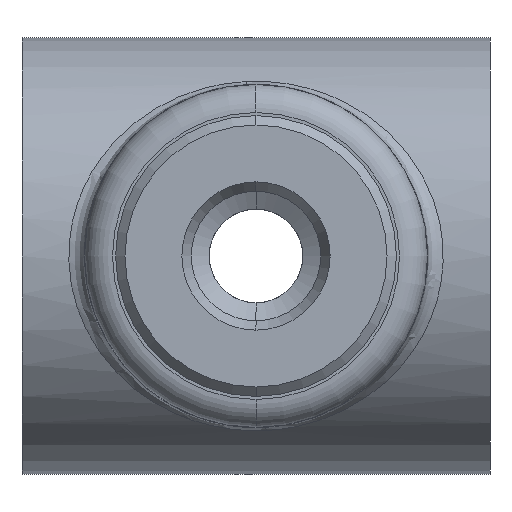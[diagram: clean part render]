
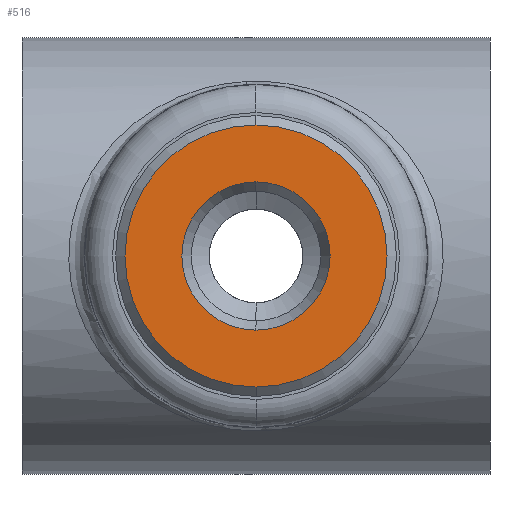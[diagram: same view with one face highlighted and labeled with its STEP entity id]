
A CAD part, left-side view. The second image highlights one B-rep face of the part: STEP entity #516.
In plain terms, the highlighted planar face has unit normal (-1, 0, 0).
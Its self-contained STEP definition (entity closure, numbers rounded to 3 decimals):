
#2 = EDGE_CURVE ( 'NONE', #3, #25, #667, .T. ) ;
#3 = VERTEX_POINT ( 'NONE', #660 ) ;
#16 = VERTEX_POINT ( 'NONE', #775 ) ;
#25 = VERTEX_POINT ( 'NONE', #810 ) ;
#27 = EDGE_CURVE ( 'NONE', #2135, #16, #857, .T. ) ;
#107 = ORIENTED_EDGE ( 'NONE', *, *, #27, .F. ) ;
#108 = EDGE_LOOP ( 'NONE', ( #107, #197 ) ) ;
#145 = EDGE_CURVE ( 'NONE', #16, #2135, #993, .T. ) ;
#189 = ORIENTED_EDGE ( 'NONE', *, *, #515, .T. ) ;
#197 = ORIENTED_EDGE ( 'NONE', *, *, #145, .F. ) ;
#515 = EDGE_CURVE ( 'NONE', #25, #3, #3108, .T. ) ;
#516 = ADVANCED_FACE ( 'NONE', ( #3087, #3086 ), #3085, .T. ) ;
#517 = ORIENTED_EDGE ( 'NONE', *, *, #2, .T. ) ;
#518 = EDGE_LOOP ( 'NONE', ( #517, #189 ) ) ;
#658 = DIRECTION ( 'NONE',  ( 1., 0., 0. ) ) ;
#659 = CARTESIAN_POINT ( 'NONE',  ( -20.6, 0., 0. ) ) ;
#660 = CARTESIAN_POINT ( 'NONE',  ( -20.6, 0., 2.375 ) ) ;
#661 = DIRECTION ( 'NONE',  ( 0., 0., -1. ) ) ;
#667 = CIRCLE ( 'NONE', #670, 2.375 ) ;
#670 = AXIS2_PLACEMENT_3D ( 'NONE', #659, #658, #661 ) ;
#775 = CARTESIAN_POINT ( 'NONE',  ( -20.6, 0., 4.2 ) ) ;
#810 = CARTESIAN_POINT ( 'NONE',  ( -20.6, 0., -2.375 ) ) ;
#853 = DIRECTION ( 'NONE',  ( 0., 0., -1. ) ) ;
#854 = DIRECTION ( 'NONE',  ( 1., 0., 0. ) ) ;
#855 = CARTESIAN_POINT ( 'NONE',  ( -20.6, 0., 0. ) ) ;
#856 = AXIS2_PLACEMENT_3D ( 'NONE', #855, #854, #853 ) ;
#857 = CIRCLE ( 'NONE', #856, 4.2 ) ;
#989 = DIRECTION ( 'NONE',  ( 0., 0., -1. ) ) ;
#990 = DIRECTION ( 'NONE',  ( 1., 0., 0. ) ) ;
#991 = CARTESIAN_POINT ( 'NONE',  ( -20.6, 0., 0. ) ) ;
#992 = AXIS2_PLACEMENT_3D ( 'NONE', #991, #990, #989 ) ;
#993 = CIRCLE ( 'NONE', #992, 4.2 ) ;
#2135 = VERTEX_POINT ( 'NONE', #4016 ) ;
#3080 = DIRECTION ( 'NONE',  ( 0., 0., 1. ) ) ;
#3081 = DIRECTION ( 'NONE',  ( -1., 0., 0. ) ) ;
#3082 = CARTESIAN_POINT ( 'NONE',  ( -20.6, 4.2, 0. ) ) ;
#3084 = AXIS2_PLACEMENT_3D ( 'NONE', #3082, #3081, #3080 ) ;
#3085 = PLANE ( 'NONE',  #3084 ) ;
#3086 = FACE_OUTER_BOUND ( 'NONE', #108, .T. ) ;
#3087 = FACE_BOUND ( 'NONE', #518, .T. ) ;
#3104 = DIRECTION ( 'NONE',  ( 0., 0., -1. ) ) ;
#3105 = DIRECTION ( 'NONE',  ( 1., 0., 0. ) ) ;
#3106 = CARTESIAN_POINT ( 'NONE',  ( -20.6, 0., 0. ) ) ;
#3107 = AXIS2_PLACEMENT_3D ( 'NONE', #3106, #3105, #3104 ) ;
#3108 = CIRCLE ( 'NONE', #3107, 2.375 ) ;
#4016 = CARTESIAN_POINT ( 'NONE',  ( -20.6, 0., -4.2 ) ) ;
